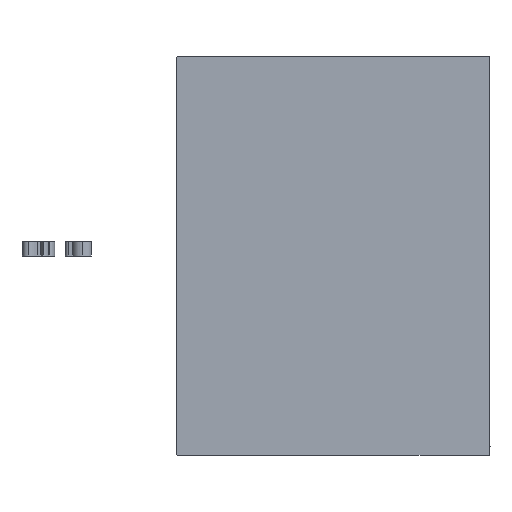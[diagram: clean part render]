
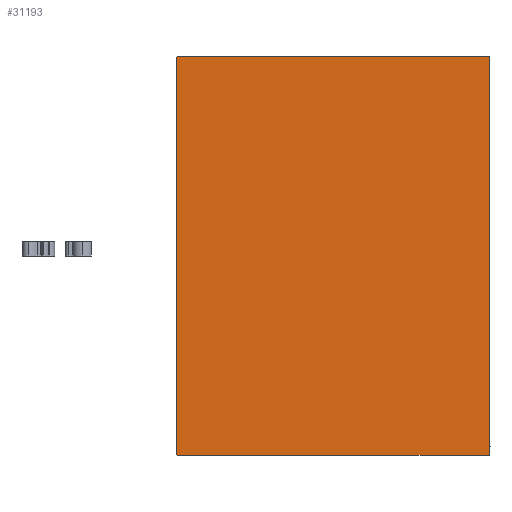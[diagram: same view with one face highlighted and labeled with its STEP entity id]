
A CAD part, left-side view. The second image highlights one B-rep face of the part: STEP entity #31193.
In plain terms, the highlighted face is planar.
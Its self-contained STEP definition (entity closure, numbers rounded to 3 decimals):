
#1273 = EDGE_CURVE ( 'NONE', #10606, #29023, #56986, .T. ) ;
#1600 = VERTEX_POINT ( 'NONE', #39573 ) ;
#1835 = VECTOR ( 'NONE', #25555, 1000. ) ;
#3461 = ORIENTED_EDGE ( 'NONE', *, *, #27255, .T. ) ;
#3811 = VECTOR ( 'NONE', #53644, 1000. ) ;
#4635 = VERTEX_POINT ( 'NONE', #58720 ) ;
#4869 = DIRECTION ( 'NONE',  ( 0., 0., -1. ) ) ;
#5123 = ORIENTED_EDGE ( 'NONE', *, *, #28378, .T. ) ;
#9126 = LINE ( 'NONE', #47241, #3811 ) ;
#10606 = VERTEX_POINT ( 'NONE', #54954 ) ;
#10609 = ORIENTED_EDGE ( 'NONE', *, *, #25866, .T. ) ;
#11110 = VECTOR ( 'NONE', #67621, 1000. ) ;
#14585 = VECTOR ( 'NONE', #25008, 1000. ) ;
#14752 = AXIS2_PLACEMENT_3D ( 'NONE', #50022, #16156, #4869 ) ;
#16156 = DIRECTION ( 'NONE',  ( 1., 0., 0. ) ) ;
#19372 = CARTESIAN_POINT ( 'NONE',  ( 173., 55., -70. ) ) ;
#19921 = LINE ( 'NONE', #20291, #1835 ) ;
#20291 = CARTESIAN_POINT ( 'NONE',  ( 173., -62.35, 62.35 ) ) ;
#20513 = ORIENTED_EDGE ( 'NONE', *, *, #26489, .T. ) ;
#24651 = CARTESIAN_POINT ( 'NONE',  ( 173., -62.35, -62.35 ) ) ;
#25008 = DIRECTION ( 'NONE',  ( 0., 0., 1. ) ) ;
#25555 = DIRECTION ( 'NONE',  ( 0., -0.707, -0.707 ) ) ;
#25866 = EDGE_CURVE ( 'NONE', #4635, #59730, #9126, .T. ) ;
#26489 = EDGE_CURVE ( 'NONE', #60873, #4635, #45745, .T. ) ;
#27255 = EDGE_CURVE ( 'NONE', #59730, #67686, #49278, .T. ) ;
#28378 = EDGE_CURVE ( 'NONE', #29023, #60873, #39754, .T. ) ;
#28469 = CARTESIAN_POINT ( 'NONE',  ( 173., 62.35, -62.35 ) ) ;
#28979 = CARTESIAN_POINT ( 'NONE',  ( 173., 54.7, 70. ) ) ;
#29023 = VERTEX_POINT ( 'NONE', #38470 ) ;
#29944 = CARTESIAN_POINT ( 'NONE',  ( 173., -55., -69.7 ) ) ;
#31193 = ADVANCED_FACE ( 'NONE', ( #49652 ), #50396, .T. ) ;
#33554 = DIRECTION ( 'NONE',  ( 0., 0., -1. ) ) ;
#38291 = CARTESIAN_POINT ( 'NONE',  ( 173., -54.7, 70. ) ) ;
#38470 = CARTESIAN_POINT ( 'NONE',  ( 173., 54.7, -70. ) ) ;
#38971 = EDGE_CURVE ( 'NONE', #67686, #1600, #19921, .T. ) ;
#39573 = CARTESIAN_POINT ( 'NONE',  ( 173., -55., 69.7 ) ) ;
#39754 = LINE ( 'NONE', #28469, #11110 ) ;
#42699 = DIRECTION ( 'NONE',  ( 0., 0.707, -0.707 ) ) ;
#43473 = ORIENTED_EDGE ( 'NONE', *, *, #38971, .T. ) ;
#45745 = LINE ( 'NONE', #19372, #14585 ) ;
#47241 = CARTESIAN_POINT ( 'NONE',  ( 173., 62.35, 62.35 ) ) ;
#48283 = VECTOR ( 'NONE', #72234, 1000. ) ;
#49278 = LINE ( 'NONE', #71489, #48283 ) ;
#49652 = FACE_OUTER_BOUND ( 'NONE', #51033, .T. ) ;
#50022 = CARTESIAN_POINT ( 'NONE',  ( 173., 0., 0. ) ) ;
#50396 = PLANE ( 'NONE',  #14752 ) ;
#51033 = EDGE_LOOP ( 'NONE', ( #56453, #5123, #20513, #10609, #3461, #43473, #72780, #54120 ) ) ;
#51556 = VECTOR ( 'NONE', #69378, 1000. ) ;
#52275 = VECTOR ( 'NONE', #42699, 1000. ) ;
#53644 = DIRECTION ( 'NONE',  ( 0., -0.707, 0.707 ) ) ;
#54120 = ORIENTED_EDGE ( 'NONE', *, *, #60834, .T. ) ;
#54954 = CARTESIAN_POINT ( 'NONE',  ( 173., -54.7, -70. ) ) ;
#55392 = CARTESIAN_POINT ( 'NONE',  ( 173., -55., 70. ) ) ;
#56453 = ORIENTED_EDGE ( 'NONE', *, *, #1273, .T. ) ;
#56986 = LINE ( 'NONE', #74289, #51556 ) ;
#58720 = CARTESIAN_POINT ( 'NONE',  ( 173., 55., 69.7 ) ) ;
#59730 = VERTEX_POINT ( 'NONE', #28979 ) ;
#60834 = EDGE_CURVE ( 'NONE', #62946, #10606, #64912, .T. ) ;
#60873 = VERTEX_POINT ( 'NONE', #66030 ) ;
#61298 = EDGE_CURVE ( 'NONE', #1600, #62946, #73073, .T. ) ;
#62946 = VERTEX_POINT ( 'NONE', #29944 ) ;
#64912 = LINE ( 'NONE', #24651, #52275 ) ;
#66030 = CARTESIAN_POINT ( 'NONE',  ( 173., 55., -69.7 ) ) ;
#67621 = DIRECTION ( 'NONE',  ( 0., 0.707, 0.707 ) ) ;
#67686 = VERTEX_POINT ( 'NONE', #38291 ) ;
#67954 = VECTOR ( 'NONE', #33554, 1000. ) ;
#69378 = DIRECTION ( 'NONE',  ( 0., 1., 0. ) ) ;
#71489 = CARTESIAN_POINT ( 'NONE',  ( 173., 55., 70. ) ) ;
#72234 = DIRECTION ( 'NONE',  ( 0., -1., 0. ) ) ;
#72780 = ORIENTED_EDGE ( 'NONE', *, *, #61298, .T. ) ;
#73073 = LINE ( 'NONE', #55392, #67954 ) ;
#74289 = CARTESIAN_POINT ( 'NONE',  ( 173., -55., -70. ) ) ;
